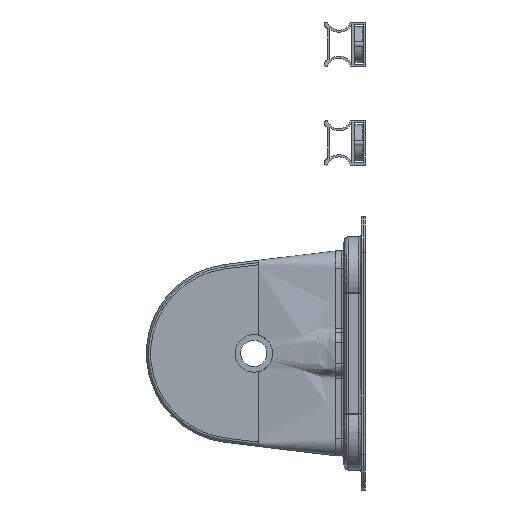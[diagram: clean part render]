
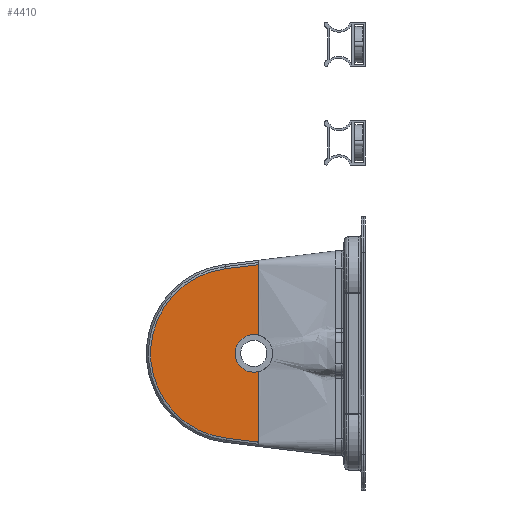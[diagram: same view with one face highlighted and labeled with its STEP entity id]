
A CAD part, left-side view. The second image highlights one B-rep face of the part: STEP entity #4410.
In plain terms, the highlighted planar face has unit normal (-1, 0, 0).
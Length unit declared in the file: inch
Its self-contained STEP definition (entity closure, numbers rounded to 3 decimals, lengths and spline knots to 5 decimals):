
#1444 = CARTESIAN_POINT ( 'NONE',  ( -4.25, 1.02126, 1.00833 ) ) ;
#1480 = AXIS2_PLACEMENT_3D ( 'NONE', #21080, #35246, #18060 ) ;
#1721 = ORIENTED_EDGE ( 'NONE', *, *, #43322, .T. ) ;
#2098 = DIRECTION ( 'NONE',  ( 0., 0., -1. ) ) ;
#3090 = CARTESIAN_POINT ( 'NONE',  ( -4.25, 1.02126, -0.96944 ) ) ;
#4410 = ADVANCED_FACE ( 'NONE', ( #10443 ), #27650, .F. ) ;
#4882 = ORIENTED_EDGE ( 'NONE', *, *, #45516, .F. ) ;
#4971 = VECTOR ( 'NONE', #33607, 39.37008 ) ;
#5845 = ORIENTED_EDGE ( 'NONE', *, *, #45435, .F. ) ;
#7228 = AXIS2_PLACEMENT_3D ( 'NONE', #41774, #9979, #20914 ) ;
#7704 = CARTESIAN_POINT ( 'NONE',  ( -4.25, 1.02126, 1.02307 ) ) ;
#8086 = CARTESIAN_POINT ( 'NONE',  ( -4.25, 1.02126, 0.25198 ) ) ;
#8165 = CARTESIAN_POINT ( 'NONE',  ( -4.25, 1.02126, -0.82493 ) ) ;
#8167 = VECTOR ( 'NONE', #22232, 39.37008 ) ;
#8615 = CARTESIAN_POINT ( 'NONE',  ( -4.25, 1.02126, -0.96944 ) ) ;
#9002 = CARTESIAN_POINT ( 'NONE',  ( -4.25, 1.02126, 0.21234 ) ) ;
#9979 = DIRECTION ( 'NONE',  ( 1., 0., 0. ) ) ;
#9995 = CARTESIAN_POINT ( 'NONE',  ( -4.25, 1.02126, 0.97811 ) ) ;
#10132 = EDGE_CURVE ( 'NONE', #32146, #22556, #43771, .T. ) ;
#10264 = CARTESIAN_POINT ( 'NONE',  ( -4.25, 1.02126, -1.02302 ) ) ;
#10443 = FACE_OUTER_BOUND ( 'NONE', #22876, .T. ) ;
#10985 = EDGE_CURVE ( 'NONE', #22887, #27897, #19194, .T. ) ;
#11193 = CARTESIAN_POINT ( 'NONE',  ( -4.25, 1.02126, -0.65401 ) ) ;
#11554 = CARTESIAN_POINT ( 'NONE',  ( -4.25, 1.02126, -0.20926 ) ) ;
#13151 = ORIENTED_EDGE ( 'NONE', *, *, #31388, .T. ) ;
#13622 = CIRCLE ( 'NONE', #17313, 0.21654 ) ;
#13768 = CARTESIAN_POINT ( 'NONE',  ( -4.25, 1.02126, -0.98754 ) ) ;
#14578 = CARTESIAN_POINT ( 'NONE',  ( -4.25, 1.02126, 0.20926 ) ) ;
#14928 = CARTESIAN_POINT ( 'NONE',  ( -4.25, 1.02126, -0.26337 ) ) ;
#15549 = CARTESIAN_POINT ( 'NONE',  ( -4.25, 1.02126, 0.20926 ) ) ;
#15820 = DIRECTION ( 'NONE',  ( 1., 0., 0. ) ) ;
#16781 = B_SPLINE_CURVE_WITH_KNOTS ( 'NONE', 3,
 ( #7704, #1444, #42986, #33269 ),
 .UNSPECIFIED., .F., .F.,
 ( 4, 4 ),
 ( 0., 0.02232 ),
 .UNSPECIFIED. ) ;
#16806 = CARTESIAN_POINT ( 'NONE',  ( -4.25, 1.02126, -1.02302 ) ) ;
#17313 = AXIS2_PLACEMENT_3D ( 'NONE', #33927, #15820, #2098 ) ;
#18060 = DIRECTION ( 'NONE',  ( 0., 0., -1. ) ) ;
#19194 = LINE ( 'NONE', #43328, #8167 ) ;
#19670 = LINE ( 'NONE', #34304, #4971 ) ;
#20473 = ORIENTED_EDGE ( 'NONE', *, *, #41067, .F. ) ;
#20914 = DIRECTION ( 'NONE',  ( 0., 1., 0. ) ) ;
#21080 = CARTESIAN_POINT ( 'NONE',  ( -4.25, 1.2841, 0. ) ) ;
#22148 = VERTEX_POINT ( 'NONE', #36404 ) ;
#22232 = DIRECTION ( 'NONE',  ( 0., -0.993, -0.122 ) ) ;
#22289 = CARTESIAN_POINT ( 'NONE',  ( -4.25, 1.02126, 0.45983 ) ) ;
#22364 = CARTESIAN_POINT ( 'NONE',  ( -4.25, 1.02126, -0.45978 ) ) ;
#22519 = CARTESIAN_POINT ( 'NONE',  ( -4.25, 1.02126, 0.93396 ) ) ;
#22556 = VERTEX_POINT ( 'NONE', #14578 ) ;
#22876 = EDGE_LOOP ( 'NONE', ( #4882, #44353, #28437, #5845, #13151, #1721, #38515, #20473 ) ) ;
#22887 = VERTEX_POINT ( 'NONE', #37075 ) ;
#24510 = VERTEX_POINT ( 'NONE', #11554 ) ;
#25679 = B_SPLINE_CURVE_WITH_KNOTS ( 'NONE', 3,
 ( #43674, #32811, #29784, #26297, #29099, #14928, #43222, #22364, #11193, #8165, #26073, #8615 ),
 .UNSPECIFIED., .F., .F.,
 ( 4, 1, 1, 1, 2, 1, 1, 1, 4 ),
 ( 0.62222, 0.62662, 0.63477, 0.64292, 0.65108, 0.73831, 0.82554, 0.91277, 0.97347 ),
 .UNSPECIFIED. ) ;
#25984 = VERTEX_POINT ( 'NONE', #3090 ) ;
#26073 = CARTESIAN_POINT ( 'NONE',  ( -4.25, 1.02126, -0.92804 ) ) ;
#26297 = CARTESIAN_POINT ( 'NONE',  ( -4.25, 1.02126, -0.23514 ) ) ;
#26439 = CARTESIAN_POINT ( 'NONE',  ( -4.25, 1.02126, 0.22103 ) ) ;
#26669 = CARTESIAN_POINT ( 'NONE',  ( -4.25, 1.02126, 0.33191 ) ) ;
#27647 = CARTESIAN_POINT ( 'NONE',  ( -4.25, 1.40361, 0.97607 ) ) ;
#27650 = PLANE ( 'NONE',  #7228 ) ;
#27897 = VERTEX_POINT ( 'NONE', #16806 ) ;
#28437 = ORIENTED_EDGE ( 'NONE', *, *, #10132, .F. ) ;
#29099 = CARTESIAN_POINT ( 'NONE',  ( -4.25, 1.02126, -0.25193 ) ) ;
#29784 = CARTESIAN_POINT ( 'NONE',  ( -4.25, 1.02126, -0.22099 ) ) ;
#31193 = CARTESIAN_POINT ( 'NONE',  ( -4.25, 1.02126, -0.96944 ) ) ;
#31388 = EDGE_CURVE ( 'NONE', #22148, #39374, #19670, .T. ) ;
#31902 = CIRCLE ( 'NONE', #1480, 0.98336 ) ;
#32146 = VERTEX_POINT ( 'NONE', #9995 ) ;
#32811 = CARTESIAN_POINT ( 'NONE',  ( -4.25, 1.02126, -0.21232 ) ) ;
#33269 = CARTESIAN_POINT ( 'NONE',  ( -4.25, 1.02126, 0.97811 ) ) ;
#33607 = DIRECTION ( 'NONE',  ( 0., 0.993, -0.122 ) ) ;
#33927 = CARTESIAN_POINT ( 'NONE',  ( -4.25, 1.07691, 0. ) ) ;
#34304 = CARTESIAN_POINT ( 'NONE',  ( -4.25, 1.40361, 0.97607 ) ) ;
#34907 = CARTESIAN_POINT ( 'NONE',  ( -4.25, 1.02126, -1.00546 ) ) ;
#35246 = DIRECTION ( 'NONE',  ( -1., 0., 0. ) ) ;
#36190 = EDGE_CURVE ( 'NONE', #24510, #22556, #13622, .T. ) ;
#36404 = CARTESIAN_POINT ( 'NONE',  ( -4.25, 1.02126, 1.02307 ) ) ;
#36679 = CARTESIAN_POINT ( 'NONE',  ( -4.25, 1.02126, 0.97811 ) ) ;
#36896 = CARTESIAN_POINT ( 'NONE',  ( -4.25, 1.02126, 0.26343 ) ) ;
#37075 = CARTESIAN_POINT ( 'NONE',  ( -4.25, 1.39335, -0.97727 ) ) ;
#37123 = CARTESIAN_POINT ( 'NONE',  ( -4.25, 1.02126, 0.65407 ) ) ;
#38515 = ORIENTED_EDGE ( 'NONE', *, *, #10985, .T. ) ;
#39374 = VERTEX_POINT ( 'NONE', #27647 ) ;
#39484 = B_SPLINE_CURVE_WITH_KNOTS ( 'NONE', 3,
 ( #31193, #13768, #34907, #10264 ),
 .UNSPECIFIED., .F., .F.,
 ( 4, 4 ),
 ( 0.97347, 1. ),
 .UNSPECIFIED. ) ;
#39914 = CARTESIAN_POINT ( 'NONE',  ( -4.25, 1.02126, 0.82804 ) ) ;
#40805 = CARTESIAN_POINT ( 'NONE',  ( -4.25, 1.02126, 0.23519 ) ) ;
#41067 = EDGE_CURVE ( 'NONE', #25984, #27897, #39484, .T. ) ;
#41774 = CARTESIAN_POINT ( 'NONE',  ( -4.25, 1.2841, 0. ) ) ;
#42986 = CARTESIAN_POINT ( 'NONE',  ( -4.25, 1.02126, 0.99328 ) ) ;
#43222 = CARTESIAN_POINT ( 'NONE',  ( -4.25, 1.02126, -0.33186 ) ) ;
#43322 = EDGE_CURVE ( 'NONE', #39374, #22887, #31902, .T. ) ;
#43328 = CARTESIAN_POINT ( 'NONE',  ( -4.25, 1.40361, -0.97602 ) ) ;
#43674 = CARTESIAN_POINT ( 'NONE',  ( -4.25, 1.02126, -0.20926 ) ) ;
#43771 = B_SPLINE_CURVE_WITH_KNOTS ( 'NONE', 3,
 ( #36679, #22519, #39914, #37123, #22289, #26669, #36896, #8086, #40805, #26439, #9002, #15549 ),
 .UNSPECIFIED., .F., .F.,
 ( 4, 1, 1, 1, 2, 1, 1, 1, 4 ),
 ( 0.02232, 0.08723, 0.17446, 0.26169, 0.34892, 0.35708, 0.36523, 0.37338, 0.3778 ),
 .UNSPECIFIED. ) ;
#44353 = ORIENTED_EDGE ( 'NONE', *, *, #36190, .T. ) ;
#45435 = EDGE_CURVE ( 'NONE', #22148, #32146, #16781, .T. ) ;
#45516 = EDGE_CURVE ( 'NONE', #24510, #25984, #25679, .T. ) ;
